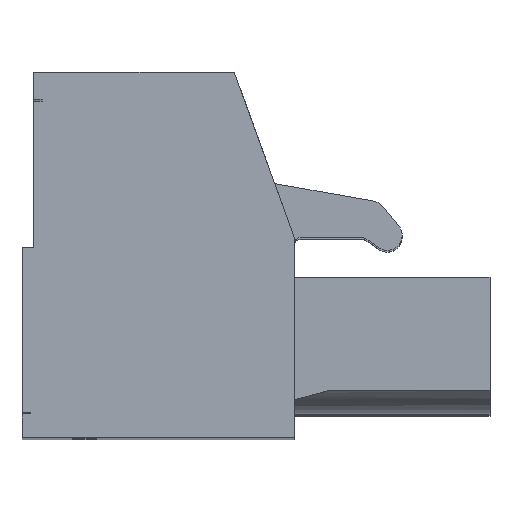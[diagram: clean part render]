
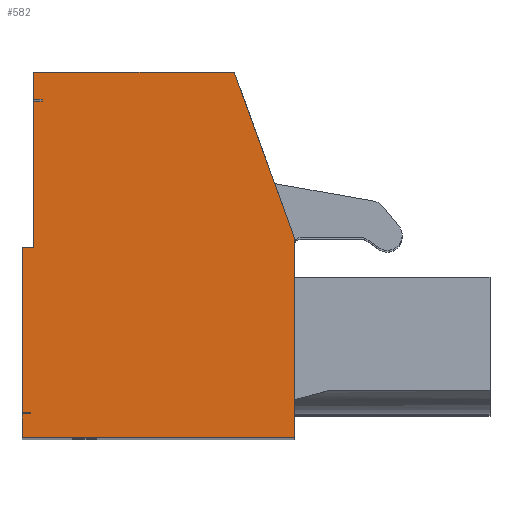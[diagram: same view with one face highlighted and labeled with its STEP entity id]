
A CAD part, top view. The second image highlights one B-rep face of the part: STEP entity #582.
In plain terms, the highlighted planar face has unit normal (0, 0, 1).
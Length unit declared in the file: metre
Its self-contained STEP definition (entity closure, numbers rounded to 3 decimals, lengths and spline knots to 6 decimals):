
#582=ADVANCED_FACE('',(#1621),#1622,.T.);
#1621=FACE_OUTER_BOUND('',#3189,.T.);
#1622=PLANE('',#3190);
#3189=EDGE_LOOP('',(#4965,#4966,#4967,#4968,#4969,#4970,#4971,#4972,#4973,#4974,#4975,#4976,#4977,#4978,#4979));
#3190=AXIS2_PLACEMENT_3D('',#4980,#4981,#4982);
#4965=ORIENTED_EDGE('',*,*,#9030,.T.);
#4966=ORIENTED_EDGE('',*,*,#9180,.T.);
#4967=ORIENTED_EDGE('',*,*,#9181,.T.);
#4968=ORIENTED_EDGE('',*,*,#9182,.T.);
#4969=ORIENTED_EDGE('',*,*,#9183,.T.);
#4970=ORIENTED_EDGE('',*,*,#9184,.T.);
#4971=ORIENTED_EDGE('',*,*,#9185,.T.);
#4972=ORIENTED_EDGE('',*,*,#9186,.T.);
#4973=ORIENTED_EDGE('',*,*,#9187,.F.);
#4974=ORIENTED_EDGE('',*,*,#9188,.T.);
#4975=ORIENTED_EDGE('',*,*,#9189,.F.);
#4976=ORIENTED_EDGE('',*,*,#9190,.F.);
#4977=ORIENTED_EDGE('',*,*,#9138,.T.);
#4978=ORIENTED_EDGE('',*,*,#9134,.T.);
#4979=ORIENTED_EDGE('',*,*,#9130,.T.);
#4980=CARTESIAN_POINT('',(0.255242,0.211542,0.30133));
#4981=DIRECTION('',(0.,0.,1.0));
#4982=DIRECTION('',(1.0,0.,0.));
#9030=EDGE_CURVE('',#10736,#10734,#10737,.T.);
#9130=EDGE_CURVE('',#10903,#10736,#10907,.T.);
#9134=EDGE_CURVE('',#10910,#10903,#10913,.T.);
#9138=EDGE_CURVE('',#10915,#10910,#10919,.T.);
#9180=EDGE_CURVE('',#10734,#10988,#10989,.T.);
#9181=EDGE_CURVE('',#10988,#10990,#10991,.T.);
#9182=EDGE_CURVE('',#10990,#10992,#10993,.T.);
#9183=EDGE_CURVE('',#10992,#10994,#10995,.T.);
#9184=EDGE_CURVE('',#10994,#10996,#10997,.T.);
#9185=EDGE_CURVE('',#10996,#10998,#10999,.T.);
#9186=EDGE_CURVE('',#10998,#11000,#11001,.T.);
#9187=EDGE_CURVE('',#11002,#11000,#11003,.T.);
#9188=EDGE_CURVE('',#11002,#11004,#11005,.T.);
#9189=EDGE_CURVE('',#11006,#11004,#11007,.T.);
#9190=EDGE_CURVE('',#10915,#11006,#11008,.T.);
#10734=VERTEX_POINT('',#13235);
#10736=VERTEX_POINT('',#13238);
#10737=LINE('',#13239,#13240);
#10903=VERTEX_POINT('',#13487);
#10907=LINE('',#13493,#13494);
#10910=VERTEX_POINT('',#13497);
#10913=LINE('',#13502,#13503);
#10915=VERTEX_POINT('',#13505);
#10919=LINE('',#13511,#13512);
#10988=VERTEX_POINT('',#13613);
#10989=LINE('',#13614,#13615);
#10990=VERTEX_POINT('',#13616);
#10991=LINE('',#13617,#13618);
#10992=VERTEX_POINT('',#13619);
#10993=LINE('',#13620,#13621);
#10994=VERTEX_POINT('',#13622);
#10995=LINE('',#13623,#13624);
#10996=VERTEX_POINT('',#13625);
#10997=LINE('',#13626,#13627);
#10998=VERTEX_POINT('',#13628);
#10999=LINE('',#13629,#13630);
#11000=VERTEX_POINT('',#13631);
#11001=LINE('',#13632,#13633);
#11002=VERTEX_POINT('',#13634);
#11003=LINE('',#13635,#13636);
#11004=VERTEX_POINT('',#13637);
#11005=LINE('',#13638,#13639);
#11006=VERTEX_POINT('',#13640);
#11007=LINE('',#13641,#13642);
#11008=LINE('',#13643,#13644);
#13235=CARTESIAN_POINT('',(0.265342,0.196042,0.30133));
#13238=CARTESIAN_POINT('',(0.253792,0.196042,0.30133));
#13239=CARTESIAN_POINT('',(0.265392,0.196042,0.30133));
#13240=VECTOR('',#16716,1.0);
#13487=CARTESIAN_POINT('',(0.253792,0.197042,0.30133));
#13493=CARTESIAN_POINT('',(0.253792,0.196042,0.30133));
#13494=VECTOR('',#16800,1.0);
#13497=CARTESIAN_POINT('',(0.254142,0.197042,0.30133));
#13502=CARTESIAN_POINT('',(0.254742,0.197042,0.30133));
#13503=VECTOR('',#16803,1.0);
#13505=CARTESIAN_POINT('',(0.254142,0.197112,0.30133));
#13511=CARTESIAN_POINT('',(0.254142,0.197042,0.30133));
#13512=VECTOR('',#16806,1.0);
#13613=CARTESIAN_POINT('',(0.265342,0.204536,0.30133));
#13614=CARTESIAN_POINT('',(0.265342,0.204536,0.30133));
#13615=VECTOR('',#16839,1.0);
#13616=CARTESIAN_POINT('',(0.262792,0.211542,0.30133));
#13617=CARTESIAN_POINT('',(0.262792,0.211542,0.30133));
#13618=VECTOR('',#16840,1.0);
#13619=CARTESIAN_POINT('',(0.254292,0.211542,0.30133));
#13620=CARTESIAN_POINT('',(0.255242,0.211542,0.30133));
#13621=VECTOR('',#16841,1.0);
#13622=CARTESIAN_POINT('',(0.254292,0.210382,0.30133));
#13623=CARTESIAN_POINT('',(0.254292,0.210382,0.30133));
#13624=VECTOR('',#16842,1.0);
#13625=CARTESIAN_POINT('',(0.254642,0.210382,0.30133));
#13626=CARTESIAN_POINT('',(0.255942,0.210382,0.30133));
#13627=VECTOR('',#16843,1.0);
#13628=CARTESIAN_POINT('',(0.254642,0.210312,0.30133));
#13629=CARTESIAN_POINT('',(0.254642,0.197042,0.30133));
#13630=VECTOR('',#16844,1.0);
#13631=CARTESIAN_POINT('',(0.254292,0.210312,0.30133));
#13632=CARTESIAN_POINT('',(0.256842,0.210312,0.30133));
#13633=VECTOR('',#16845,1.0);
#13634=CARTESIAN_POINT('',(0.254292,0.204112,0.30133));
#13635=CARTESIAN_POINT('',(0.254292,0.210312,0.30133));
#13636=VECTOR('',#16846,1.0);
#13637=CARTESIAN_POINT('',(0.253792,0.204112,0.30133));
#13638=CARTESIAN_POINT('',(0.254742,0.204112,0.30133));
#13639=VECTOR('',#16847,1.0);
#13640=CARTESIAN_POINT('',(0.253792,0.197112,0.30133));
#13641=CARTESIAN_POINT('',(0.253792,0.210312,0.30133));
#13642=VECTOR('',#16848,1.0);
#13643=CARTESIAN_POINT('',(0.256842,0.197112,0.30133));
#13644=VECTOR('',#16849,1.0);
#16716=DIRECTION('',(1.0,0.,0.));
#16800=DIRECTION('',(0.,-1.0,0.));
#16803=DIRECTION('',(-1.0,0.,0.));
#16806=DIRECTION('',(0.,-1.0,0.));
#16839=DIRECTION('',(0.,1.0,0.));
#16840=DIRECTION('',(-0.342,0.94,0.));
#16841=DIRECTION('',(-1.0,0.,0.));
#16842=DIRECTION('',(0.,-1.0,0.));
#16843=DIRECTION('',(1.0,0.,0.));
#16844=DIRECTION('',(0.,-1.0,0.));
#16845=DIRECTION('',(-1.0,0.,0.));
#16846=DIRECTION('',(0.,1.0,0.));
#16847=DIRECTION('',(-1.0,0.,0.));
#16848=DIRECTION('',(0.,1.0,0.));
#16849=DIRECTION('',(-1.0,0.,0.));
